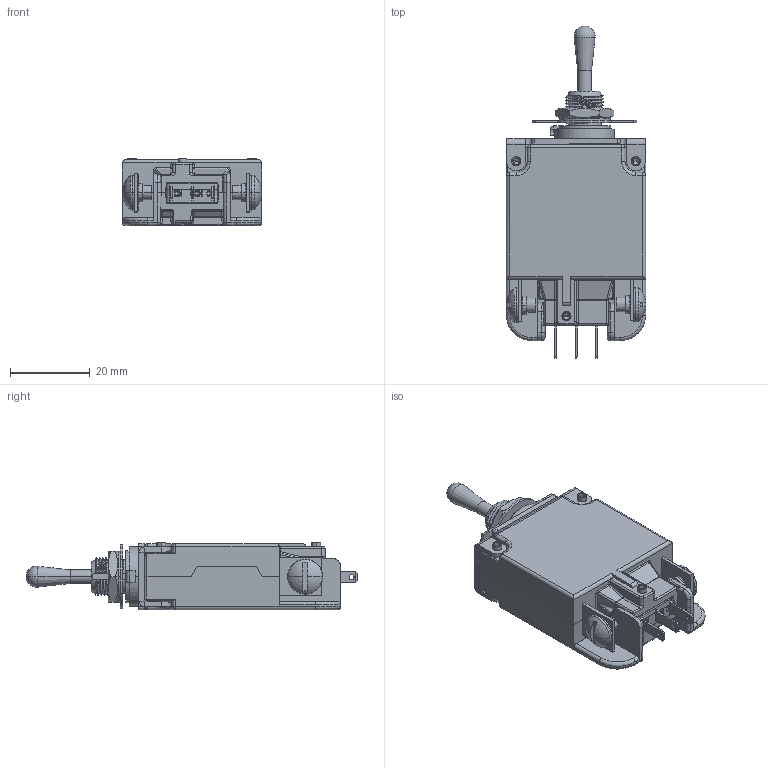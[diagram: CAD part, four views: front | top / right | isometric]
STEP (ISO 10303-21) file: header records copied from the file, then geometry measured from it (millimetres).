
FILE_DESCRIPTION((''),'2;1');
FILE_NAME('PR2001-397-400-1_SHRINK_ASM','2015-07-30T',('brandonpearce'),(''),'CREO PARAMETRIC BY PTC INC, 2015080','CREO PARAMETRIC BY PTC INC, 2015080','');
FILE_SCHEMA(('AUTOMOTIVE_DESIGN { 1 0 10303 214 1 1 1 1 }'));
Products named in the file (37): 840-71001-01; 840-71002-01; 886-73388-002; 815-70415REF; 892-73665; 874-72166; 886-73364-02; 48-33350; 12-33352; 624-33355-01; 428-33357_AF0; 634-33866-01_ASM; 624-33353_01; 368-33356; 428-33624_AF0; 368-33868_ASM; 560-33358_AF0; 624-33354-01; 428-33357_AF1; 634-33867-01_ASM; 224-33351; PR4004-400-01_ASM; 868-72010; 849-71369; BRACKET-01; BUSHING-01; TOGGLE-01; RIVET-01; SEALING-01; 802-69933_ASM; 506-33729; 899-79316; 843-71053; 892-73663; 855-71496; 8MC-0000-04_ASM; PR2001-397-400-1_SHRINK_ASM
Assembly tree (40 placements, depth 4):
  PR2001-397-400-1_SHRINK_ASM
    840-71001-01
    840-71002-01
    886-73388-002
    815-70415REF
    892-73665  x2
    874-72166  x2
    886-73364-02
    PR4004-400-01_ASM
      48-33350
      12-33352
      634-33866-01_ASM
        624-33355-01
        428-33357_AF0
      624-33353_01
      368-33868_ASM
        368-33356
        428-33624_AF0
      560-33358_AF0
      634-33867-01_ASM
        624-33354-01
        428-33357_AF1
      224-33351
    868-72010  x3
    849-71369
    8MC-0000-04_ASM
      802-69933_ASM
        BRACKET-01
        BUSHING-01
        TOGGLE-01
        RIVET-01
        SEALING-01
      506-33729
      899-79316
      843-71053
      892-73663
      855-71496
Bounding box: 34.95 x 83 x 16.84 mm (x, y, z)
Volume: 12206.2 mm3; surface area: 20549.5 mm2
Topology: 34 solids, 34 shells, 5559 faces, 15055 edges, 9773 vertices
Faces by surface type: plane 3963, cylinder 705, bspline 277, extrusion 201, cone 197, torus 114, sphere 102
Entity records: 246916 total; most frequent: CARTESIAN_POINT 54797, ORIENTED_EDGE 29510, DIRECTION 25535, EDGE_CURVE 14755, PRESENTATION_STYLE_ASSIGNMENT 14157, STYLED_ITEM 14138, CURVE_STYLE 14111, VECTOR 12095
